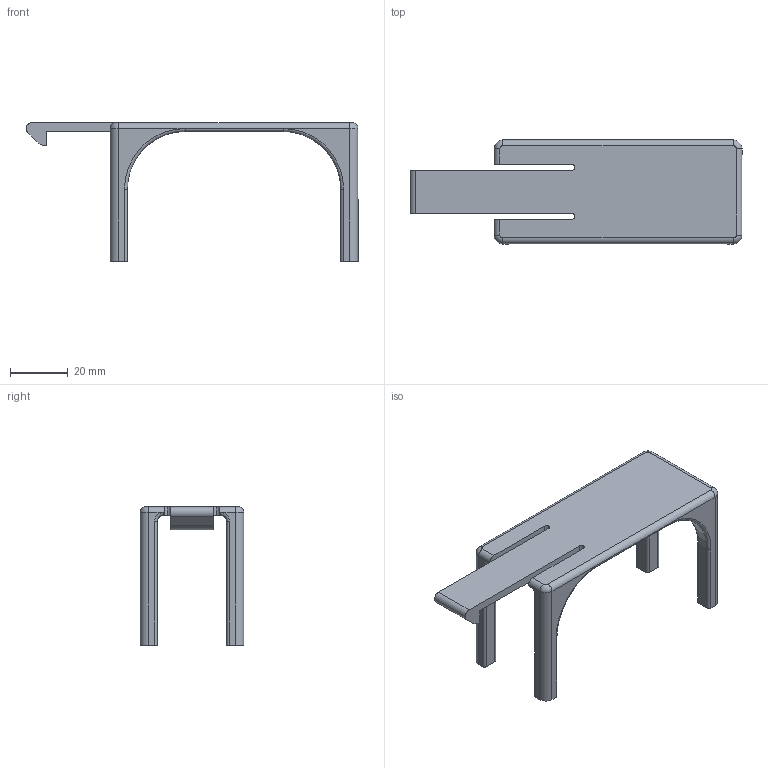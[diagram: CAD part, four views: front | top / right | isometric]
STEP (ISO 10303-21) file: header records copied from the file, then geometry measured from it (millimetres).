
FILE_DESCRIPTION (( 'STEP AP203' ), '1' );
FILE_NAME ('P04_Battery_Holddown_Default.step', '2020-03-06T13:26:41', ( '' ), ( '' ), 'SwSTEP 2.0', 'SolidWorks 2018', '' );
FILE_SCHEMA (( 'CONFIG_CONTROL_DESIGN' ));
Length unit declared in the file: millimetre
Products named in the file (1): P04_Battery_Holddown_Default
Bounding box: 115.17 x 36 x 48 mm (x, y, z)
Volume: 18167.3 mm3; surface area: 12622.8 mm2
Topology: 1 solids, 1 shells, 124 faces, 298 edges, 172 vertices
Faces by surface type: cylinder 56, plane 32, cone 16, torus 16, bspline 4
Entity records: 3807 total; most frequent: CARTESIAN_POINT 847, DIRECTION 656, ORIENTED_EDGE 572, EDGE_CURVE 286, AXIS2_PLACEMENT_3D 257, VERTEX_POINT 172, LINE 142, VECTOR 142
